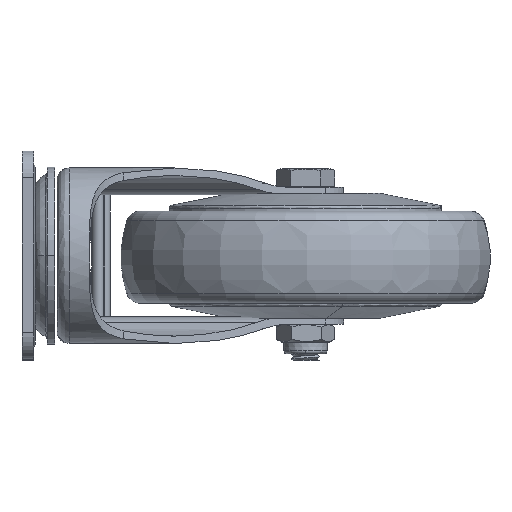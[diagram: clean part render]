
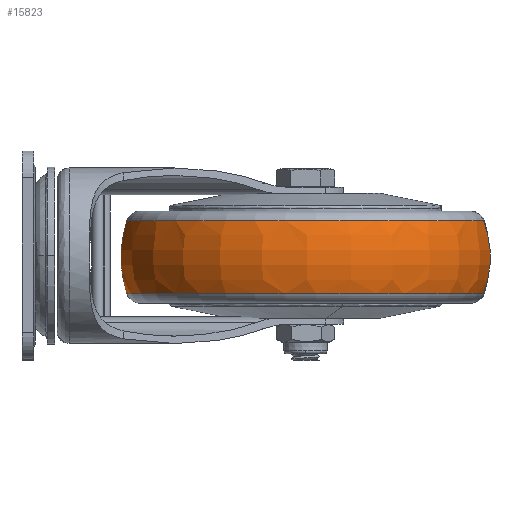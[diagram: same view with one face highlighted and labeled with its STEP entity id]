
A CAD part, left-side view. The second image highlights one B-rep face of the part: STEP entity #15823.
In plain terms, the highlighted toroidal (fillet/blend) face has major radius 28.5 mm and minor radius 34 mm.
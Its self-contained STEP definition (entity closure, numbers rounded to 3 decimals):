
#16 = EDGE_CURVE ( 'NONE', #8275, #2567, #8544, .T. ) ;
#418 = ORIENTED_EDGE ( 'NONE', *, *, #11479, .T. ) ;
#1139 = AXIS2_PLACEMENT_3D ( 'NONE', #18392, #11349, #5312 ) ;
#1298 = DIRECTION ( 'NONE',  ( -1., 0., 0. ) ) ;
#1413 = DIRECTION ( 'NONE',  ( 0., -1., 0. ) ) ;
#2567 = VERTEX_POINT ( 'NONE', #8375 ) ;
#2770 = ORIENTED_EDGE ( 'NONE', *, *, #15564, .T. ) ;
#3020 = AXIS2_PLACEMENT_3D ( 'NONE', #8495, #1298, #7082 ) ;
#3646 = TOROIDAL_SURFACE ( 'NONE', #6455, 28.5, 34. ) ;
#3761 = DIRECTION ( 'NONE',  ( -1., 0., 0. ) ) ;
#3984 = DIRECTION ( 'NONE',  ( 0., 0., -1. ) ) ;
#4866 = CARTESIAN_POINT ( 'NONE',  ( -12.31, 0., -60.193 ) ) ;
#5312 = DIRECTION ( 'NONE',  ( 0., 0., 1. ) ) ;
#6303 = DIRECTION ( 'NONE',  ( 0., 0., 1. ) ) ;
#6455 = AXIS2_PLACEMENT_3D ( 'NONE', #10746, #3761, #6303 ) ;
#7082 = DIRECTION ( 'NONE',  ( 0., 0., 1. ) ) ;
#7186 = EDGE_LOOP ( 'NONE', ( #2770, #418, #7215, #18411 ) ) ;
#7215 = ORIENTED_EDGE ( 'NONE', *, *, #17322, .F. ) ;
#7291 = VERTEX_POINT ( 'NONE', #4866 ) ;
#7600 = AXIS2_PLACEMENT_3D ( 'NONE', #12643, #11204, #15861 ) ;
#8275 = VERTEX_POINT ( 'NONE', #18181 ) ;
#8375 = CARTESIAN_POINT ( 'NONE',  ( -12.31, 0., 60.193 ) ) ;
#8495 = CARTESIAN_POINT ( 'NONE',  ( 12.31, 0., 0. ) ) ;
#8544 = CIRCLE ( 'NONE', #17332, 34. ) ;
#9315 = CIRCLE ( 'NONE', #1139, 34. ) ;
#10612 = CIRCLE ( 'NONE', #7600, 60.193 ) ;
#10746 = CARTESIAN_POINT ( 'NONE',  ( 0., 0., 0. ) ) ;
#10930 = FACE_OUTER_BOUND ( 'NONE', #7186, .T. ) ;
#11204 = DIRECTION ( 'NONE',  ( -1., 0., 0. ) ) ;
#11349 = DIRECTION ( 'NONE',  ( 0., 1., 0. ) ) ;
#11444 = CARTESIAN_POINT ( 'NONE',  ( 0., 0., 28.5 ) ) ;
#11479 = EDGE_CURVE ( 'NONE', #17552, #7291, #9315, .T. ) ;
#12243 = CARTESIAN_POINT ( 'NONE',  ( 12.31, 0., -60.193 ) ) ;
#12643 = CARTESIAN_POINT ( 'NONE',  ( -12.31, 0., 0. ) ) ;
#13889 = CIRCLE ( 'NONE', #3020, 60.193 ) ;
#15564 = EDGE_CURVE ( 'NONE', #8275, #17552, #13889, .T. ) ;
#15823 = ADVANCED_FACE ( 'NONE', ( #10930 ), #3646, .T. ) ;
#15861 = DIRECTION ( 'NONE',  ( 0., 0., 1. ) ) ;
#17322 = EDGE_CURVE ( 'NONE', #2567, #7291, #10612, .T. ) ;
#17332 = AXIS2_PLACEMENT_3D ( 'NONE', #11444, #1413, #3984 ) ;
#17552 = VERTEX_POINT ( 'NONE', #12243 ) ;
#18181 = CARTESIAN_POINT ( 'NONE',  ( 12.31, 0., 60.193 ) ) ;
#18392 = CARTESIAN_POINT ( 'NONE',  ( 0., 0., -28.5 ) ) ;
#18411 = ORIENTED_EDGE ( 'NONE', *, *, #16, .F. ) ;
